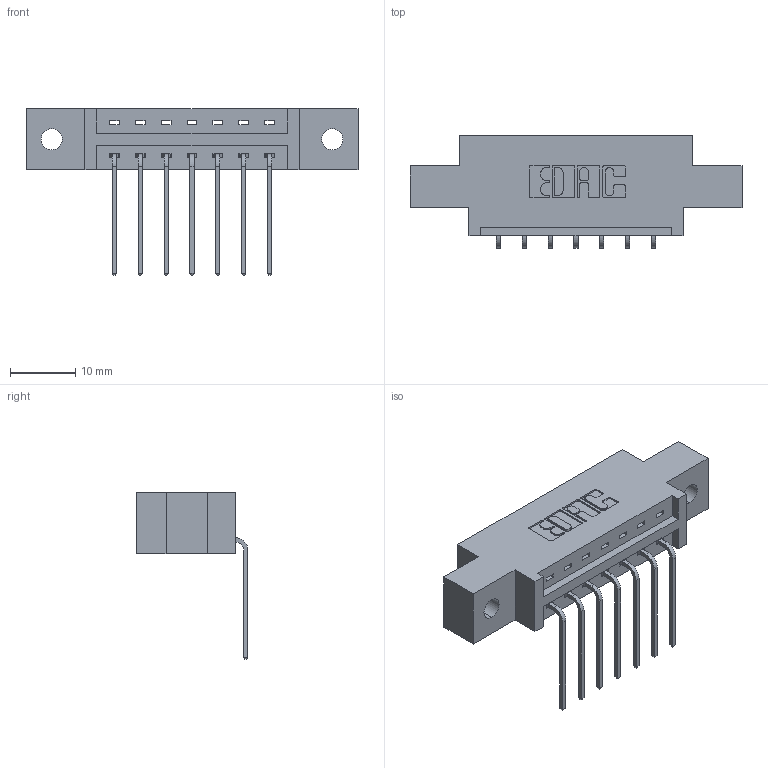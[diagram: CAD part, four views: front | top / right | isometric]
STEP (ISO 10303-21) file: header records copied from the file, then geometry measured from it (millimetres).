
FILE_DESCRIPTION (( 'STEP AP203' ), '1' );
FILE_NAME ('387-007-559-602.STEP', '2019-10-02T02:53:25', ( '' ), ( '' ), 'SwSTEP 2.0', 'SolidWorks 2016', '' );
FILE_SCHEMA (( 'CONFIG_CONTROL_DESIGN' ));
Length unit declared in the file: inch
Products named in the file (3): 337 Part_0.170 Offset - 0.128 Dia; 387-007-559-602; 345-292-001_558 559 Tail - 1
Assembly tree (8 placements, depth 2):
  387-007-559-602
    337 Part_0.170 Offset - 0.128 Dia
    345-292-001_558 559 Tail - 1  x7
Bounding box: 50.75 x 17.09 x 25.53 mm (x, y, z)
Volume: 4705.7 mm3; surface area: 4638.2 mm2
Topology: 8 solids, 8 shells, 566 faces, 1681 edges, 1110 vertices
Faces by surface type: plane 410, cylinder 156
Entity records: 9949 total; most frequent: CARTESIAN_POINT 1739, ORIENTED_EDGE 1682, DIRECTION 1535, EDGE_CURVE 841, VECTOR 713, LINE 713, VERTEX_POINT 558, AXIS2_PLACEMENT_3D 411
